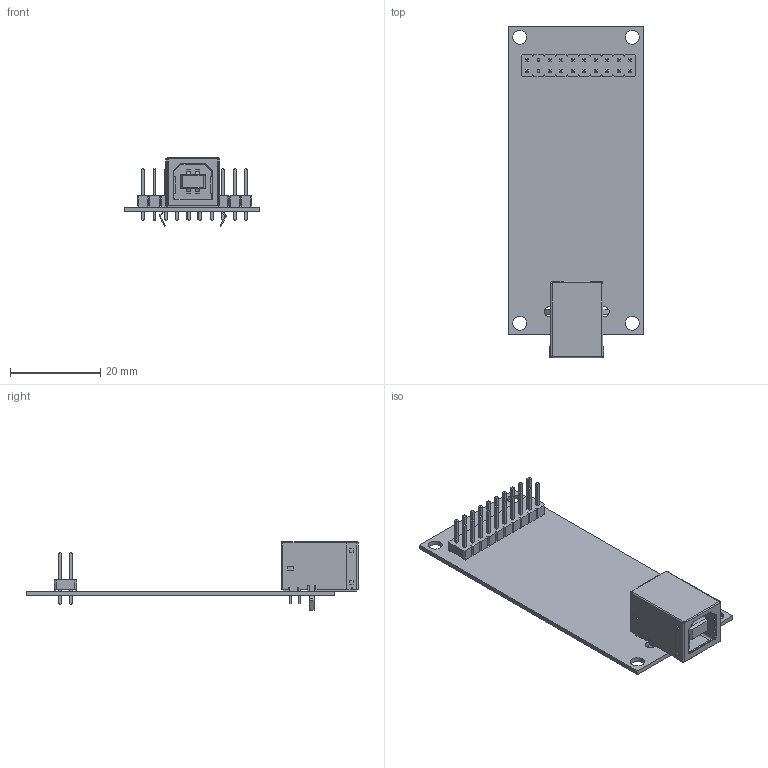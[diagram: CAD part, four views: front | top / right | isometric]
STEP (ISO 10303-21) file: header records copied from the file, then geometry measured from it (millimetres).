
FILE_DESCRIPTION(('FreeCAD Model'),'2;1');
FILE_NAME('combo384_withStraightHeader.step','2016-01-27T11:04:52',('Author'),(''), 'Open CASCADE STEP processor 6.8','FreeCAD','Unknown');
FILE_SCHEMA(('AUTOMOTIVE_DESIGN_CC2 { 1 2 10303 214 -1 1 5 4 }'));
Products named in the file (1): combo384_withStraightHeader
Bounding box: 30 x 73.71 x 15.22 mm (x, y, z)
Volume: 3848.4 mm3; surface area: 7082.9 mm2
Topology: 2 solids, 2 shells, 741 faces, 1913 edges, 1212 vertices
Faces by surface type: plane 673, cylinder 66, cone 2
Full cylindrical faces by diameter (mm): 0.92 x4, 1.016 x20, 2.3 x2, 3.1 x4
Entity records: 55857 total; most frequent: CARTESIAN_POINT 11899, DIRECTION 7112, LINE 5321, VECTOR 5321, ORIENTED_EDGE 3826, PCURVE 3826, DEFINITIONAL_REPRESENTATION 3826, EDGE_CURVE 1913
